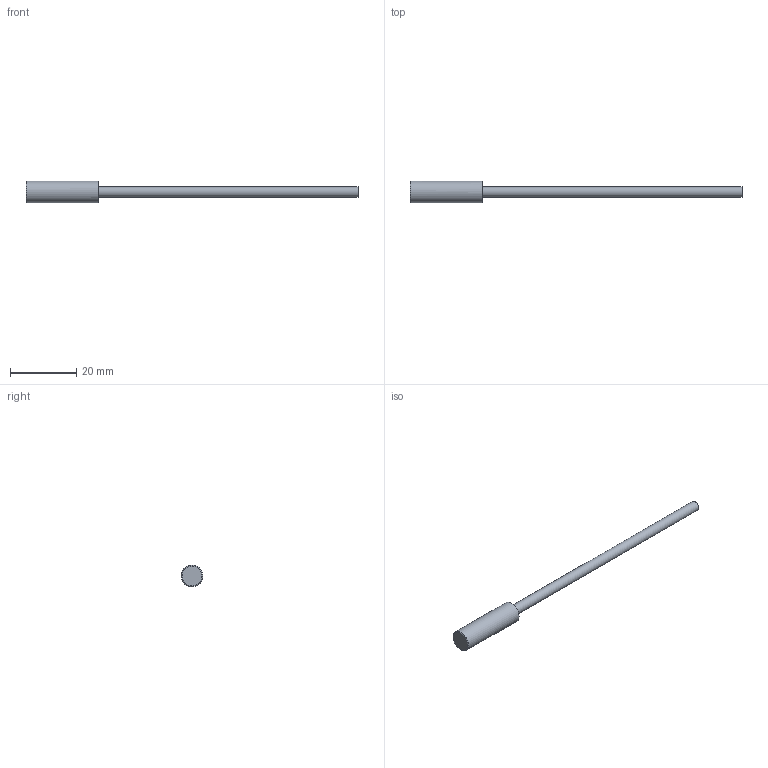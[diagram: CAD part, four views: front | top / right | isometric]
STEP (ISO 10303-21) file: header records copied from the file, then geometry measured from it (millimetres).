
FILE_DESCRIPTION(('FreeCAD Model'),'2;1');
FILE_NAME('DCC_65_V_15_xxLK_22.step','2016-11-14T09:24:34',('FreeCAD'),( 'FreeCAD'),'Open CASCADE STEP processor 6.7','FreeCAD','Unknown');
FILE_SCHEMA(('AUTOMOTIVE_DESIGN_CC2 { 1 2 10303 214 -1 1 5 4 }'));
Length unit declared in the file: millimetre
Products named in the file (1): DCC_6.5_V_1.5_xxLK/22
Bounding box: 100.3 x 6.5 x 6.5 mm (x, y, z)
Volume: 1315.6 mm3; surface area: 1273.8 mm2
Topology: 1 solids, 1 shells, 6 faces, 9 edges, 6 vertices
Faces by surface type: plane 3, cylinder 2, torus 1
Full cylindrical faces by diameter (mm): 3.1 x1, 6.5 x1
Entity records: 305 total; most frequent: CARTESIAN_POINT 54, DIRECTION 37, ORIENTED_EDGE 18, PCURVE 18, DEFINITIONAL_REPRESENTATION 18, AXIS2_PLACEMENT_3D 13, CIRCLE 11, B_SPLINE_CURVE_WITH_KNOTS 10
